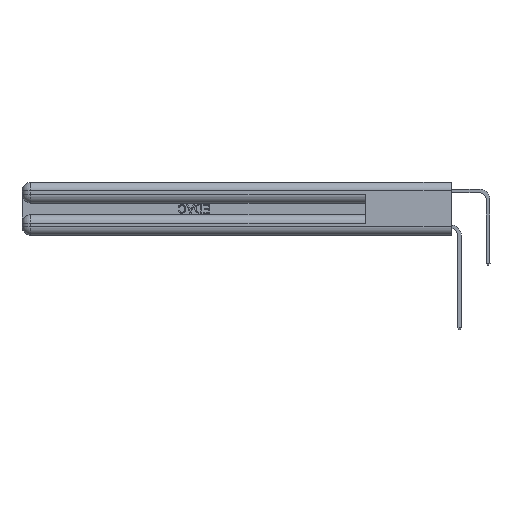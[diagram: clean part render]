
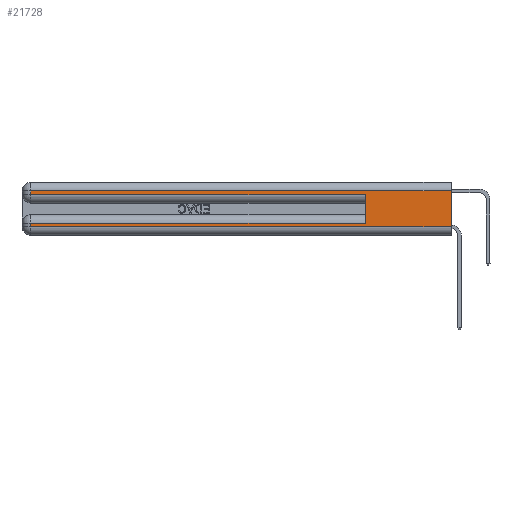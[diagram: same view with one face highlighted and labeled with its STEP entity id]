
A CAD part, left-side view. The second image highlights one B-rep face of the part: STEP entity #21728.
In plain terms, the highlighted planar face has unit normal (-1, 0, 0).
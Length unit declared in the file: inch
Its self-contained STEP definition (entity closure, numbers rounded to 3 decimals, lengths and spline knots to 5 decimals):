
#567 = ORIENTED_EDGE ( 'NONE', *, *, #5194, .T. ) ;
#1490 = FACE_OUTER_BOUND ( 'NONE', #10821, .T. ) ;
#2146 = DIRECTION ( 'NONE',  ( 0., 0., -1. ) ) ;
#2370 = VECTOR ( 'NONE', #19174, 39.37008 ) ;
#3157 = CARTESIAN_POINT ( 'NONE',  ( 0., 2.94, 0.37 ) ) ;
#3761 = LINE ( 'NONE', #8984, #24977 ) ;
#4408 = EDGE_CURVE ( 'NONE', #14136, #14251, #24657, .T. ) ;
#4432 = CARTESIAN_POINT ( 'NONE',  ( 0., 0.6, 0.285 ) ) ;
#4991 = EDGE_CURVE ( 'NONE', #14251, #14299, #3761, .T. ) ;
#5018 = ORIENTED_EDGE ( 'NONE', *, *, #12047, .F. ) ;
#5194 = EDGE_CURVE ( 'NONE', #13905, #15378, #21307, .T. ) ;
#8763 = CARTESIAN_POINT ( 'NONE',  ( 0., 0., 0.37 ) ) ;
#8984 = CARTESIAN_POINT ( 'NONE',  ( 0., 0., 0.285 ) ) ;
#9375 = CARTESIAN_POINT ( 'NONE',  ( 0., 0.6, 0.145 ) ) ;
#9495 = CARTESIAN_POINT ( 'NONE',  ( 0., 0., 0.085 ) ) ;
#9524 = LINE ( 'NONE', #14135, #2370 ) ;
#10103 = VERTEX_POINT ( 'NONE', #30402 ) ;
#10821 = EDGE_LOOP ( 'NONE', ( #27286, #15227, #30599, #19237, #5018, #24636, #24644, #567 ) ) ;
#11360 = DIRECTION ( 'NONE',  ( 0., -1., 0. ) ) ;
#11566 = CARTESIAN_POINT ( 'NONE',  ( 0., 2.94, 0.31 ) ) ;
#11659 = CARTESIAN_POINT ( 'NONE',  ( 0., 0., 0.06 ) ) ;
#12010 = EDGE_CURVE ( 'NONE', #26860, #14136, #9524, .T. ) ;
#12047 = EDGE_CURVE ( 'NONE', #12488, #14299, #30989, .T. ) ;
#12488 = VERTEX_POINT ( 'NONE', #13943 ) ;
#13121 = VECTOR ( 'NONE', #2146, 39.37008 ) ;
#13905 = VERTEX_POINT ( 'NONE', #31017 ) ;
#13943 = CARTESIAN_POINT ( 'NONE',  ( 0., 0.6, 0.085 ) ) ;
#14135 = CARTESIAN_POINT ( 'NONE',  ( 0., 0., 0.31 ) ) ;
#14136 = VERTEX_POINT ( 'NONE', #11566 ) ;
#14251 = VERTEX_POINT ( 'NONE', #21216 ) ;
#14299 = VERTEX_POINT ( 'NONE', #4432 ) ;
#15169 = EDGE_CURVE ( 'NONE', #26860, #15378, #23811, .T. ) ;
#15227 = ORIENTED_EDGE ( 'NONE', *, *, #12010, .T. ) ;
#15378 = VERTEX_POINT ( 'NONE', #26618 ) ;
#15652 = DIRECTION ( 'NONE',  ( 0., 0., -1. ) ) ;
#15805 = CARTESIAN_POINT ( 'NONE',  ( 0., 2.94, 0.37 ) ) ;
#16355 = DIRECTION ( 'NONE',  ( 0., 0., -1. ) ) ;
#16467 = CARTESIAN_POINT ( 'NONE',  ( 0., 0., 0.31 ) ) ;
#16469 = LINE ( 'NONE', #9495, #23239 ) ;
#17539 = VECTOR ( 'NONE', #19025, 39.37008 ) ;
#18420 = DIRECTION ( 'NONE',  ( 1., 0., 0. ) ) ;
#18787 = VECTOR ( 'NONE', #21784, 39.37008 ) ;
#19025 = DIRECTION ( 'NONE',  ( 0., 0., 1. ) ) ;
#19174 = DIRECTION ( 'NONE',  ( 0., 1., 0. ) ) ;
#19237 = ORIENTED_EDGE ( 'NONE', *, *, #4991, .T. ) ;
#19286 = DIRECTION ( 'NONE',  ( 0., 1., 0. ) ) ;
#20976 = EDGE_CURVE ( 'NONE', #12488, #10103, #16469, .T. ) ;
#21216 = CARTESIAN_POINT ( 'NONE',  ( 0., 2.94, 0.285 ) ) ;
#21307 = LINE ( 'NONE', #11659, #18787 ) ;
#21728 = ADVANCED_FACE ( 'NONE', ( #1490 ), #30379, .F. ) ;
#21784 = DIRECTION ( 'NONE',  ( 0., -1., 0. ) ) ;
#22317 = DIRECTION ( 'NONE',  ( 0., 0., -1. ) ) ;
#22892 = VECTOR ( 'NONE', #22317, 39.37008 ) ;
#23239 = VECTOR ( 'NONE', #19286, 39.37008 ) ;
#23811 = LINE ( 'NONE', #28676, #13121 ) ;
#24636 = ORIENTED_EDGE ( 'NONE', *, *, #20976, .T. ) ;
#24644 = ORIENTED_EDGE ( 'NONE', *, *, #26008, .T. ) ;
#24657 = LINE ( 'NONE', #3157, #22892 ) ;
#24977 = VECTOR ( 'NONE', #11360, 39.37008 ) ;
#26008 = EDGE_CURVE ( 'NONE', #10103, #13905, #30438, .T. ) ;
#26618 = CARTESIAN_POINT ( 'NONE',  ( 0., 0., 0.06 ) ) ;
#26860 = VERTEX_POINT ( 'NONE', #16467 ) ;
#27286 = ORIENTED_EDGE ( 'NONE', *, *, #15169, .F. ) ;
#28676 = CARTESIAN_POINT ( 'NONE',  ( 0., 0., 0.37 ) ) ;
#28857 = VECTOR ( 'NONE', #15652, 39.37008 ) ;
#30276 = AXIS2_PLACEMENT_3D ( 'NONE', #8763, #18420, #16355 ) ;
#30379 = PLANE ( 'NONE',  #30276 ) ;
#30402 = CARTESIAN_POINT ( 'NONE',  ( 0., 2.94, 0.085 ) ) ;
#30438 = LINE ( 'NONE', #15805, #28857 ) ;
#30599 = ORIENTED_EDGE ( 'NONE', *, *, #4408, .T. ) ;
#30989 = LINE ( 'NONE', #9375, #17539 ) ;
#31017 = CARTESIAN_POINT ( 'NONE',  ( 0., 2.94, 0.06 ) ) ;
